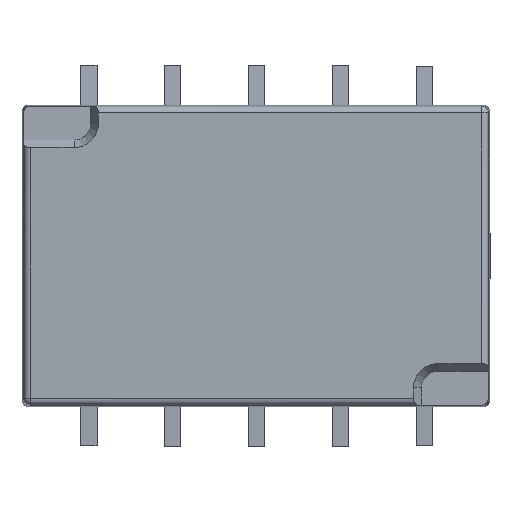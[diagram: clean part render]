
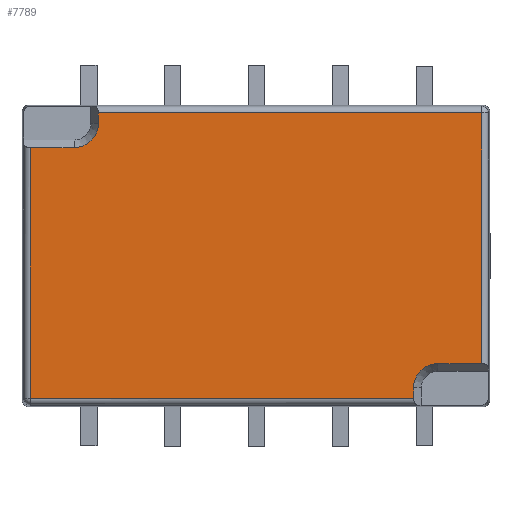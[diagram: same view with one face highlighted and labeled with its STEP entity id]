
A CAD part, top view. The second image highlights one B-rep face of the part: STEP entity #7789.
In plain terms, the highlighted planar face has unit normal (0, 0, 1).
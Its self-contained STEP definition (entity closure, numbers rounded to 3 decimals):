
#246=CIRCLE('',#8224,0.731);
#248=CIRCLE('',#8229,0.731);
#1756=ORIENTED_EDGE('',*,*,#2596,.T.);
#1757=ORIENTED_EDGE('',*,*,#2615,.F.);
#1758=ORIENTED_EDGE('',*,*,#2617,.F.);
#1759=ORIENTED_EDGE('',*,*,#2619,.F.);
#1760=ORIENTED_EDGE('',*,*,#2608,.T.);
#1761=ORIENTED_EDGE('',*,*,#2601,.T.);
#1762=ORIENTED_EDGE('',*,*,#2625,.F.);
#1763=ORIENTED_EDGE('',*,*,#2627,.F.);
#1764=ORIENTED_EDGE('',*,*,#2629,.F.);
#1765=ORIENTED_EDGE('',*,*,#2594,.T.);
#2594=EDGE_CURVE('',#3153,#3152,#3797,.T.);
#2596=EDGE_CURVE('',#3152,#3155,#3798,.T.);
#2601=EDGE_CURVE('',#3157,#3160,#3801,.T.);
#2608=EDGE_CURVE('',#3163,#3157,#3805,.T.);
#2615=EDGE_CURVE('',#3168,#3155,#3811,.T.);
#2617=EDGE_CURVE('',#3169,#3168,#246,.T.);
#2619=EDGE_CURVE('',#3163,#3169,#3813,.T.);
#2625=EDGE_CURVE('',#3174,#3160,#3819,.T.);
#2627=EDGE_CURVE('',#3175,#3174,#248,.T.);
#2629=EDGE_CURVE('',#3153,#3175,#3821,.T.);
#3152=VERTEX_POINT('',#11365);
#3153=VERTEX_POINT('',#11369);
#3155=VERTEX_POINT('',#11375);
#3157=VERTEX_POINT('',#11381);
#3160=VERTEX_POINT('',#11386);
#3163=VERTEX_POINT('',#11398);
#3168=VERTEX_POINT('',#11413);
#3169=VERTEX_POINT('',#11417);
#3174=VERTEX_POINT('',#11432);
#3175=VERTEX_POINT('',#11436);
#3797=LINE('',#11372,#4459);
#3798=LINE('',#11377,#4460);
#3801=LINE('',#11387,#4463);
#3805=LINE('',#11400,#4467);
#3811=LINE('',#11414,#4473);
#3813=LINE('',#11422,#4475);
#3819=LINE('',#11433,#4481);
#3821=LINE('',#11441,#4483);
#4459=VECTOR('',#9637,1000.);
#4460=VECTOR('',#9642,1000.);
#4463=VECTOR('',#9651,1000.);
#4467=VECTOR('',#9667,1000.);
#4473=VECTOR('',#9679,1000.);
#4475=VECTOR('',#9689,1000.);
#4481=VECTOR('',#9697,1000.);
#4483=VECTOR('',#9707,1000.);
#4835=EDGE_LOOP('',(#1756,#1757,#1758,#1759,#1760,#1761,#1762,#1763,#1764,
#1765));
#5167=FACE_BOUND('',#4835,.T.);
#5388=PLANE('',#8236);
#7789=ADVANCED_FACE('',(#5167),#5388,.T.);
#8224=AXIS2_PLACEMENT_3D('',#11419,#9683,#9684);
#8229=AXIS2_PLACEMENT_3D('',#11438,#9701,#9702);
#8236=AXIS2_PLACEMENT_3D('',#11454,#9723,#9724);
#9637=DIRECTION('',(0.,-1.,0.));
#9642=DIRECTION('',(1.,0.,0.));
#9651=DIRECTION('',(-1.,0.,0.));
#9667=DIRECTION('',(0.,1.,0.));
#9679=DIRECTION('',(0.,-1.,0.));
#9683=DIRECTION('',(0.,0.,1.));
#9684=DIRECTION('',(0.,1.,0.));
#9689=DIRECTION('',(-1.,0.,0.));
#9697=DIRECTION('',(0.,1.,0.));
#9701=DIRECTION('',(0.,0.,1.));
#9702=DIRECTION('',(0.,1.,0.));
#9707=DIRECTION('',(1.,0.,0.));
#9723=DIRECTION('',(0.,0.,1.));
#9724=DIRECTION('',(0.,1.,0.));
#11365=CARTESIAN_POINT('',(-6.83,-4.32,0.96));
#11369=CARTESIAN_POINT('',(-6.83,3.269,0.96));
#11372=CARTESIAN_POINT('',(-6.83,-4.565,0.96));
#11375=CARTESIAN_POINT('',(4.769,-4.32,0.96));
#11377=CARTESIAN_POINT('',(-7.075,-4.32,0.96));
#11381=CARTESIAN_POINT('',(6.83,4.32,0.96));
#11386=CARTESIAN_POINT('',(-4.769,4.32,0.96));
#11387=CARTESIAN_POINT('',(-7.075,4.32,0.96));
#11398=CARTESIAN_POINT('',(6.83,-3.269,0.96));
#11400=CARTESIAN_POINT('',(6.83,-4.565,0.96));
#11413=CARTESIAN_POINT('',(4.769,-4.,0.96));
#11414=CARTESIAN_POINT('',(4.769,-4.565,0.96));
#11417=CARTESIAN_POINT('',(5.5,-3.269,0.96));
#11419=CARTESIAN_POINT('',(5.5,-4.,0.96));
#11422=CARTESIAN_POINT('',(-7.075,-3.269,0.96));
#11432=CARTESIAN_POINT('',(-4.769,4.,0.96));
#11433=CARTESIAN_POINT('',(-4.769,4.565,0.96));
#11436=CARTESIAN_POINT('',(-5.5,3.269,0.96));
#11438=CARTESIAN_POINT('',(-5.5,4.,0.96));
#11441=CARTESIAN_POINT('',(-5.5,3.269,0.96));
#11454=CARTESIAN_POINT('',(-7.075,-4.565,0.96));
